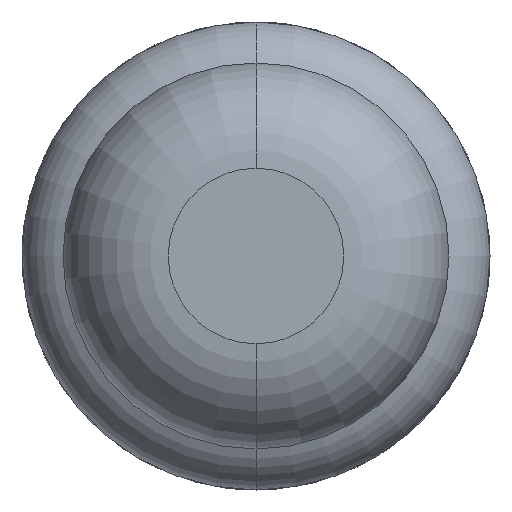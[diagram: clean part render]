
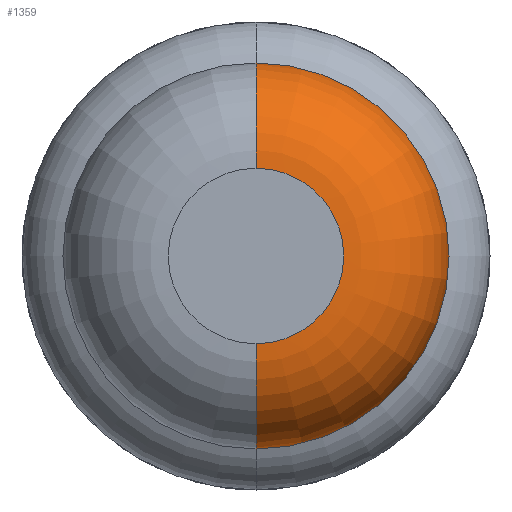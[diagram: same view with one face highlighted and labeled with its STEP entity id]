
A CAD part, front view. The second image highlights one B-rep face of the part: STEP entity #1359.
In plain terms, the highlighted toroidal (fillet/blend) face has major radius 0.375 mm and minor radius 0.45 mm.
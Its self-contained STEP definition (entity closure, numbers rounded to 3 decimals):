
#101 = VERTEX_POINT ( 'NONE', #2489 ) ;
#216 = TOROIDAL_SURFACE ( 'NONE', #316, 0.375, 0.45 ) ;
#276 = EDGE_LOOP ( 'NONE', ( #1813, #2261, #2981, #2235 ) ) ;
#316 = AXIS2_PLACEMENT_3D ( 'NONE', #2464, #954, #1945 ) ;
#338 = DIRECTION ( 'NONE',  ( 0., 0., 1. ) ) ;
#343 = CIRCLE ( 'NONE', #438, 0.375 ) ;
#390 = EDGE_CURVE ( 'NONE', #3151, #1459, #1997, .T. ) ;
#438 = AXIS2_PLACEMENT_3D ( 'NONE', #1358, #2376, #1847 ) ;
#575 = CIRCLE ( 'NONE', #938, 0.45 ) ;
#938 = AXIS2_PLACEMENT_3D ( 'NONE', #3132, #1106, #2399 ) ;
#954 = DIRECTION ( 'NONE',  ( 0., 1., 0. ) ) ;
#962 = FACE_OUTER_BOUND ( 'NONE', #276, .T. ) ;
#1106 = DIRECTION ( 'NONE',  ( -1., 0., 0. ) ) ;
#1358 = CARTESIAN_POINT ( 'NONE',  ( 0., -26., 0. ) ) ;
#1359 = ADVANCED_FACE ( 'Defeature ausgef�hrt3_7', ( #962 ), #216, .T. ) ;
#1459 = VERTEX_POINT ( 'NONE', #3240 ) ;
#1574 = AXIS2_PLACEMENT_3D ( 'NONE', #2068, #3112, #2351 ) ;
#1626 = CARTESIAN_POINT ( 'NONE',  ( 0., -26., 0.375 ) ) ;
#1813 = ORIENTED_EDGE ( 'NONE', *, *, #2303, .T. ) ;
#1847 = DIRECTION ( 'NONE',  ( 0., 0., 1. ) ) ;
#1945 = DIRECTION ( 'NONE',  ( 0., 0., 1. ) ) ;
#1997 = CIRCLE ( 'NONE', #1574, 0.45 ) ;
#2066 = CARTESIAN_POINT ( 'NONE',  ( 0., -25.55, 0. ) ) ;
#2068 = CARTESIAN_POINT ( 'NONE',  ( 0., -25.55, -0.375 ) ) ;
#2235 = ORIENTED_EDGE ( 'NONE', *, *, #2772, .F. ) ;
#2261 = ORIENTED_EDGE ( 'NONE', *, *, #390, .T. ) ;
#2303 = EDGE_CURVE ( 'Defeature ausgef�hrt3_7+Defeature ausgef�hrt3_6+Defeature ausgef�hrt3_6+Defeature ausgef�hrt3_6', #3264, #3151, #343, .T. ) ;
#2351 = DIRECTION ( 'NONE',  ( 0., 0., -1. ) ) ;
#2376 = DIRECTION ( 'NONE',  ( 0., 1., 0. ) ) ;
#2399 = DIRECTION ( 'NONE',  ( 0., 0., 1. ) ) ;
#2464 = CARTESIAN_POINT ( 'NONE',  ( 0., -25.55, 0. ) ) ;
#2489 = CARTESIAN_POINT ( 'NONE',  ( 0., -25.55, 0.825 ) ) ;
#2579 = DIRECTION ( 'NONE',  ( 0., 1., 0. ) ) ;
#2585 = CIRCLE ( 'NONE', #2865, 0.825 ) ;
#2661 = EDGE_CURVE ( 'Defeature ausgef�hrt3_8+Defeature ausgef�hrt3_7+Defeature ausgef�hrt3_7+Defeature ausgef�hrt3_7', #101, #1459, #2585, .T. ) ;
#2772 = EDGE_CURVE ( 'NONE', #3264, #101, #575, .T. ) ;
#2865 = AXIS2_PLACEMENT_3D ( 'NONE', #2066, #2579, #338 ) ;
#2981 = ORIENTED_EDGE ( 'NONE', *, *, #2661, .F. ) ;
#3093 = CARTESIAN_POINT ( 'NONE',  ( 0., -26., -0.375 ) ) ;
#3112 = DIRECTION ( 'NONE',  ( 1., 0., 0. ) ) ;
#3132 = CARTESIAN_POINT ( 'NONE',  ( 0., -25.55, 0.375 ) ) ;
#3151 = VERTEX_POINT ( 'NONE', #3093 ) ;
#3240 = CARTESIAN_POINT ( 'NONE',  ( 0., -25.55, -0.825 ) ) ;
#3264 = VERTEX_POINT ( 'NONE', #1626 ) ;
